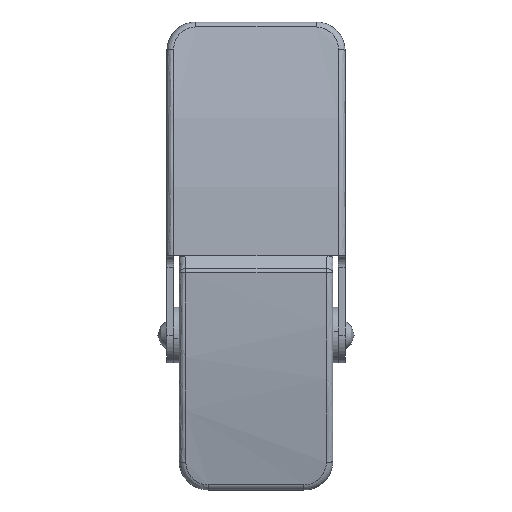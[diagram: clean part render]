
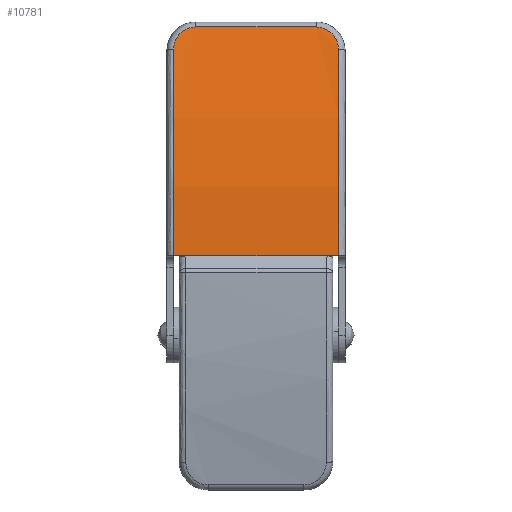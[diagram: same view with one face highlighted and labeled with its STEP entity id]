
A CAD part, front view. The second image highlights one B-rep face of the part: STEP entity #10781.
In plain terms, the highlighted free-form (B-spline) face has degree [1, 2] with [2, 3] control points.
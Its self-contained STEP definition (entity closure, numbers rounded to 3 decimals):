
#9571=CARTESIAN_POINT('',(-7.4,-5.839,21.638));
#9572=VERTEX_POINT('',#9571);
#9603=CARTESIAN_POINT('',(-7.4,-8.,3.1));
#9604=VERTEX_POINT('',#9603);
#9618=CARTESIAN_POINT('',(-7.4,-5.839,21.638));
#9619=CARTESIAN_POINT('',(-7.4,-8.,12.495));
#9620=CARTESIAN_POINT('',(-7.4,-8.,3.1));
#9628=(BOUNDED_CURVE()B_SPLINE_CURVE(2,(#9618,#9619,#9620),.UNSPECIFIED.,.F.,.U.)CURVE()GEOMETRIC_REPRESENTATION_ITEM()QUASI_UNIFORM_CURVE()RATIONAL_B_SPLINE_CURVE((1.0,0.993,1.0))REPRESENTATION_ITEM(''));
#9629=EDGE_CURVE('',#9572,#9604,#9628,.T.);
#9732=CARTESIAN_POINT('',(-5.4,-5.335,23.653));
#9733=VERTEX_POINT('',#9732);
#9783=CARTESIAN_POINT('',(-5.4,-5.335,23.653));
#9784=CARTESIAN_POINT('',(-5.467,-5.335,23.653));
#9785=CARTESIAN_POINT('',(-5.534,-5.336,23.65));
#9786=CARTESIAN_POINT('',(-5.668,-5.34,23.636));
#9787=CARTESIAN_POINT('',(-5.734,-5.343,23.626));
#9788=CARTESIAN_POINT('',(-5.931,-5.353,23.585));
#9789=CARTESIAN_POINT('',(-6.058,-5.364,23.546));
#9790=CARTESIAN_POINT('',(-6.24,-5.384,23.468));
#9791=CARTESIAN_POINT('',(-6.299,-5.392,23.439));
#9792=CARTESIAN_POINT('',(-6.387,-5.404,23.391));
#9793=CARTESIAN_POINT('',(-6.416,-5.408,23.374));
#9794=CARTESIAN_POINT('',(-6.472,-5.418,23.339));
#9795=CARTESIAN_POINT('',(-6.5,-5.422,23.321));
#9796=CARTESIAN_POINT('',(-6.636,-5.446,23.228));
#9797=CARTESIAN_POINT('',(-6.736,-5.468,23.143));
#9798=CARTESIAN_POINT('',(-6.873,-5.504,23.003));
#9799=CARTESIAN_POINT('',(-6.917,-5.517,22.953));
#9800=CARTESIAN_POINT('',(-6.999,-5.543,22.85));
#9801=CARTESIAN_POINT('',(-7.037,-5.556,22.797));
#9802=CARTESIAN_POINT('',(-7.144,-5.597,22.634));
#9803=CARTESIAN_POINT('',(-7.203,-5.626,22.519));
#9804=CARTESIAN_POINT('',(-7.277,-5.671,22.338));
#9805=CARTESIAN_POINT('',(-7.298,-5.686,22.275));
#9806=CARTESIAN_POINT('',(-7.335,-5.716,22.151));
#9807=CARTESIAN_POINT('',(-7.351,-5.732,22.088));
#9808=CARTESIAN_POINT('',(-7.387,-5.777,21.898));
#9809=CARTESIAN_POINT('',(-7.4,-5.808,21.769));
#9810=CARTESIAN_POINT('',(-7.4,-5.839,21.638));
#9811=B_SPLINE_CURVE_WITH_KNOTS('',3,(#9783,#9784,#9785,#9786,#9787,#9788,#9789,#9790,#9791,#9792,#9793,#9794,#9795,#9796,#9797,#9798,#9799,#9800,#9801,#9802,#9803,#9804,#9805,#9806,#9807,#9808,#9809,#9810),.UNSPECIFIED.,.F.,.U.,(4,2,2,2,2,2,2,2,2,2,2,2,2,4),(0.0,0.063,0.125,0.25,0.313,0.344,0.375,0.5,0.563,0.625,0.75,0.813,0.875,1.0),.UNSPECIFIED.);
#9812=EDGE_CURVE('',#9733,#9572,#9811,.T.);
#9831=CARTESIAN_POINT('',(5.4,-5.335,23.653));
#9832=VERTEX_POINT('',#9831);
#9854=CARTESIAN_POINT('',(5.4,-5.335,23.653));
#9855=CARTESIAN_POINT('',(-5.4,-5.335,23.653));
#9856=QUASI_UNIFORM_CURVE('',1,(#9854,#9855),.UNSPECIFIED.,.F.,.U.);
#9857=EDGE_CURVE('',#9832,#9733,#9856,.T.);
#9960=CARTESIAN_POINT('',(7.4,-5.839,21.638));
#9961=VERTEX_POINT('',#9960);
#10009=CARTESIAN_POINT('',(7.4,-5.839,21.638));
#10010=CARTESIAN_POINT('',(7.4,-5.808,21.769));
#10011=CARTESIAN_POINT('',(7.387,-5.777,21.898));
#10012=CARTESIAN_POINT('',(7.35,-5.731,22.09));
#10013=CARTESIAN_POINT('',(7.334,-5.716,22.154));
#10014=CARTESIAN_POINT('',(7.297,-5.685,22.278));
#10015=CARTESIAN_POINT('',(7.276,-5.67,22.34));
#10016=CARTESIAN_POINT('',(7.203,-5.626,22.52));
#10017=CARTESIAN_POINT('',(7.143,-5.597,22.635));
#10018=CARTESIAN_POINT('',(6.999,-5.542,22.855));
#10019=CARTESIAN_POINT('',(6.918,-5.516,22.957));
#10020=CARTESIAN_POINT('',(6.781,-5.48,23.097));
#10021=CARTESIAN_POINT('',(6.733,-5.468,23.142));
#10022=CARTESIAN_POINT('',(6.632,-5.447,23.227));
#10023=CARTESIAN_POINT('',(6.579,-5.436,23.267));
#10024=CARTESIAN_POINT('',(6.415,-5.407,23.379));
#10025=CARTESIAN_POINT('',(6.3,-5.391,23.443));
#10026=CARTESIAN_POINT('',(6.147,-5.374,23.507));
#10027=CARTESIAN_POINT('',(6.116,-5.37,23.52));
#10028=CARTESIAN_POINT('',(6.053,-5.364,23.543));
#10029=CARTESIAN_POINT('',(6.022,-5.362,23.553));
#10030=CARTESIAN_POINT('',(5.926,-5.354,23.583));
#10031=CARTESIAN_POINT('',(5.862,-5.349,23.6));
#10032=CARTESIAN_POINT('',(5.667,-5.339,23.639));
#10033=CARTESIAN_POINT('',(5.535,-5.335,23.653));
#10034=CARTESIAN_POINT('',(5.4,-5.335,23.653));
#10035=B_SPLINE_CURVE_WITH_KNOTS('',3,(#10009,#10010,#10011,#10012,#10013,#10014,#10015,#10016,#10017,#10018,#10019,#10020,#10021,#10022,#10023,#10024,#10025,#10026,#10027,#10028,#10029,#10030,#10031,#10032,#10033,#10034),.UNSPECIFIED.,.F.,.U.,(4,2,2,2,2,2,2,2,2,2,2,2,4),(0.0,0.125,0.187,0.25,0.375,0.5,0.562,0.625,0.75,0.781,0.812,0.875,1.0),.UNSPECIFIED.);
#10036=EDGE_CURVE('',#9961,#9832,#10035,.T.);
#10060=CARTESIAN_POINT('',(7.4,-8.,3.1));
#10061=VERTEX_POINT('',#10060);
#10089=CARTESIAN_POINT('',(7.4,-8.,3.1));
#10090=CARTESIAN_POINT('',(7.4,-8.,12.495));
#10091=CARTESIAN_POINT('',(7.4,-5.839,21.638));
#10099=(BOUNDED_CURVE()B_SPLINE_CURVE(2,(#10089,#10090,#10091),.UNSPECIFIED.,.F.,.U.)CURVE()GEOMETRIC_REPRESENTATION_ITEM()QUASI_UNIFORM_CURVE()RATIONAL_B_SPLINE_CURVE((1.0,0.993,1.0))REPRESENTATION_ITEM(''));
#10100=EDGE_CURVE('',#10061,#9961,#10099,.T.);
#10755=CARTESIAN_POINT('',(7.77,-5.066,24.65));
#10756=CARTESIAN_POINT('',(-7.779,-5.066,24.65));
#10757=CARTESIAN_POINT('',(7.77,-8.141,13.566));
#10758=CARTESIAN_POINT('',(-7.779,-8.141,13.566));
#10759=CARTESIAN_POINT('',(7.77,-7.993,2.064));
#10760=CARTESIAN_POINT('',(-7.779,-7.993,2.064));
#10768=(BOUNDED_SURFACE()B_SPLINE_SURFACE(1,2,((#10755,#10757,#10759),(#10756,#10758,#10760)),.UNSPECIFIED.,.F.,.F.,.U.)B_SPLINE_SURFACE_WITH_KNOTS((2,2),(3,3),(0.0,15.549),(1.406,24.3),.UNSPECIFIED.)GEOMETRIC_REPRESENTATION_ITEM()RATIONAL_B_SPLINE_SURFACE(((0.998,0.987,0.995),(0.998,0.987,0.995)))REPRESENTATION_ITEM('')SURFACE());
#10769=ORIENTED_EDGE('',*,*,#9812,.T.);
#10770=ORIENTED_EDGE('',*,*,#9629,.T.);
#10771=CARTESIAN_POINT('',(7.4,-8.,3.1));
#10772=CARTESIAN_POINT('',(-7.4,-8.,3.1));
#10773=QUASI_UNIFORM_CURVE('',1,(#10771,#10772),.UNSPECIFIED.,.F.,.U.);
#10774=EDGE_CURVE('',#10061,#9604,#10773,.T.);
#10775=ORIENTED_EDGE('',*,*,#10774,.F.);
#10776=ORIENTED_EDGE('',*,*,#10100,.T.);
#10777=ORIENTED_EDGE('',*,*,#10036,.T.);
#10778=ORIENTED_EDGE('',*,*,#9857,.T.);
#10779=EDGE_LOOP('',(#10769,#10770,#10775,#10776,#10777,#10778));
#10780=FACE_OUTER_BOUND('',#10779,.T.);
#10781=ADVANCED_FACE('',(#10780),#10768,.T.);
